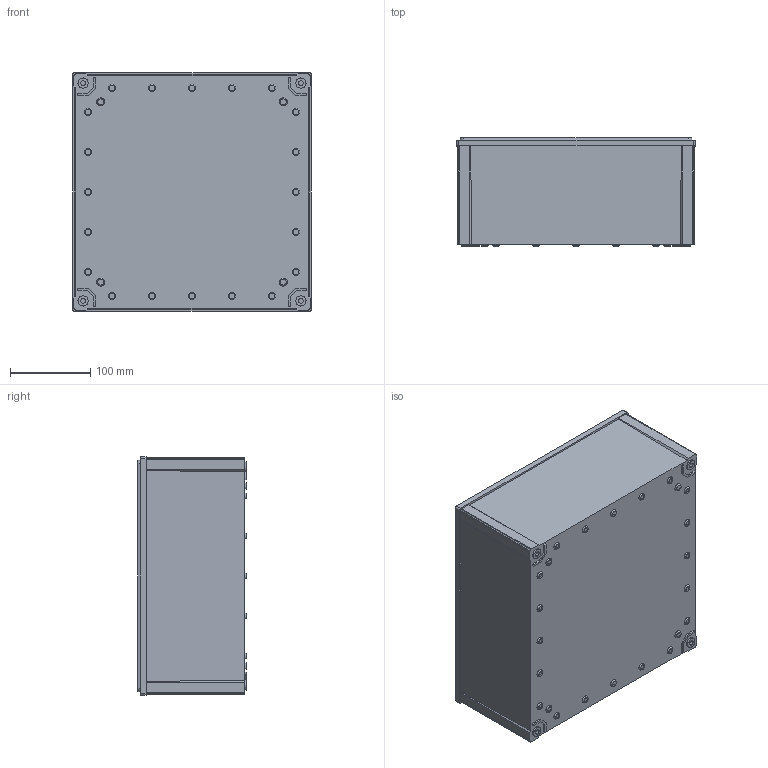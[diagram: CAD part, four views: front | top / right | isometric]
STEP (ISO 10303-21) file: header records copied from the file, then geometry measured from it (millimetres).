
FILE_DESCRIPTION (( 'STEP AP214' ), '1' );
FILE_NAME ('Fibox_CAB_33B.STEP', '2015-12-11T10:26:55', ( '' ), ( '' ), 'SwSTEP 2.0', 'SolidWorks 2014', '' );
FILE_SCHEMA (( 'AUTOMOTIVE_DESIGN' ));
Length unit declared in the file: millimetre
Products named in the file (1): Fibox_CAB_33B
Bounding box: 298 x 135 x 298 mm (x, y, z)
Volume: 1001054.9 mm3; surface area: 498467.6 mm2
Topology: 1 solids, 1 shells, 708 faces, 1753 edges, 1166 vertices
Faces by surface type: plane 440, cylinder 208, cone 60
Entity records: 21079 total; most frequent: DIRECTION 3687, CARTESIAN_POINT 3676, ORIENTED_EDGE 3506, EDGE_CURVE 1753, AXIS2_PLACEMENT_3D 1241, LINE 1205, VECTOR 1205, VERTEX_POINT 1166
